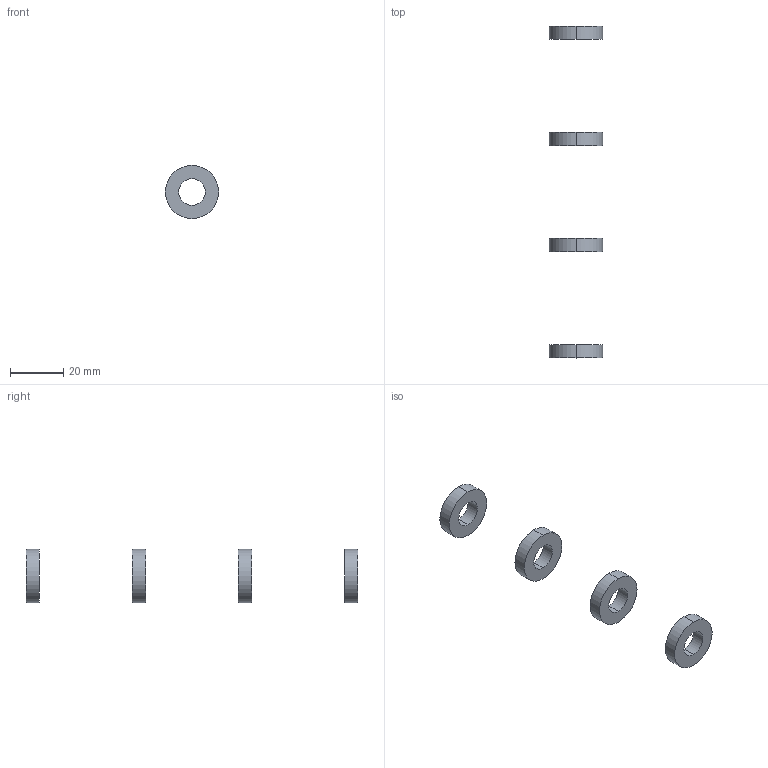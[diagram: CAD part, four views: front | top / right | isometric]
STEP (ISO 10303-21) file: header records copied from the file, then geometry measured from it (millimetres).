
FILE_DESCRIPTION (( 'STEP AP203' ), '1' );
FILE_NAME ('TendonDisk_10D_LimitedRegion.STEP', '2021-11-02T09:55:06', ( '' ), ( '' ), 'SwSTEP 2.0', 'SolidWorks 2020', '' );
FILE_SCHEMA (( 'CONFIG_CONTROL_DESIGN' ));
Length unit declared in the file: millimetre
Products named in the file (1): TendonDisk_10D_LimitedRegion
Bounding box: 20 x 125 x 20 mm (x, y, z)
Volume: 4712.4 mm3; surface area: 3769.9 mm2
Topology: 4 solids, 4 shells, 24 faces, 48 edges, 32 vertices
Faces by surface type: cylinder 16, plane 8
Entity records: 731 total; most frequent: DIRECTION 130, CARTESIAN_POINT 105, ORIENTED_EDGE 96, AXIS2_PLACEMENT_3D 57, EDGE_CURVE 48, CIRCLE 32, EDGE_LOOP 32, VERTEX_POINT 32
